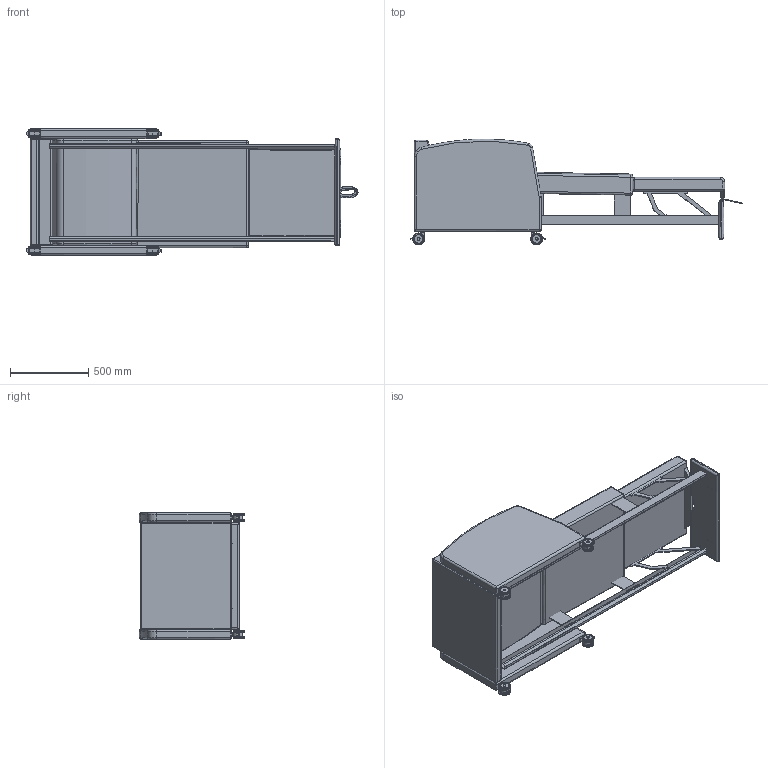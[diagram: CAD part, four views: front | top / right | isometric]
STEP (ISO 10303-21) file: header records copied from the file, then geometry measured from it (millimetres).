
FILE_DESCRIPTION(/* description */ (''),/* implementation_level */ '2;1');
FILE_NAME(/* name */ 'E0700F sleeper.stp',/* time_stamp */ '2017-01-25T11:36:21-05:00',/* author */ ('emerkel'),/* organization */ (''),/* preprocessor_version */ 'ST-DEVELOPER v16.5',/* originating_system */ 'Autodesk Inventor 2017',/* authorisation */ '');
FILE_SCHEMA (('AUTOMOTIVE_DESIGN { 1 0 10303 214 3 1 1 }'));
Length unit declared in the file: inch
Products named in the file (17): E0700F sleeper; E0800 UARM L; E0800 UARM R; UFBACK E0700; UOBACK E0700; UPOUT 0700; USEAT 0700; USEATX 0700; CAST COL 3"LC; CAST COL LOCK; CAST COL 3IN CENTER; CAST COL 3IN WHEEL; CAST COL 3IN INNER WHEEL; CSTR STEM 1.5C; CHANNELS; CHNL BRKT 4X.25; USEATX BRKT
Assembly tree (26 placements, depth 3):
  E0700F sleeper
    E0800 UARM L
    E0800 UARM R
    UFBACK E0700
    UOBACK E0700
    UPOUT 0700
    USEAT 0700
    USEATX 0700
    CAST COL 3"LC  x4
      CAST COL 3IN WHEEL
      CAST COL LOCK
      CAST COL 3IN CENTER
      CAST COL 3IN INNER WHEEL
      CSTR STEM 1.5C
    CHANNELS  x2
    CHNL BRKT 4X.25  x4
    USEATX BRKT  x2
Bounding box: 2126.69 x 676.65 x 813.42 mm (x, y, z)
Volume: 255367059.7 mm3; surface area: 8230566.9 mm2
Topology: 43 solids, 43 shells, 934 faces, 2040 edges, 1223 vertices
Faces by surface type: cylinder 328, plane 299, torus 195, bspline 52, sphere 48, cone 12
Full cylindrical faces by diameter (mm): 7.938 x11, 8.89 x4, 9.525 x4, 10.998 x4, 17.462 x4, 17.475 x4, 17.526 x8, 20.747 x4, 55.88 x8, 55.956 x8, 75.006 x8
Entity records: 17301 total; most frequent: CARTESIAN_POINT 7084, DIRECTION 2145, ORIENTED_EDGE 1914, EDGE_CURVE 957, AXIS2_PLACEMENT_3D 864, VERTEX_POINT 590, EDGE_LOOP 509, FACE_OUTER_BOUND 447
